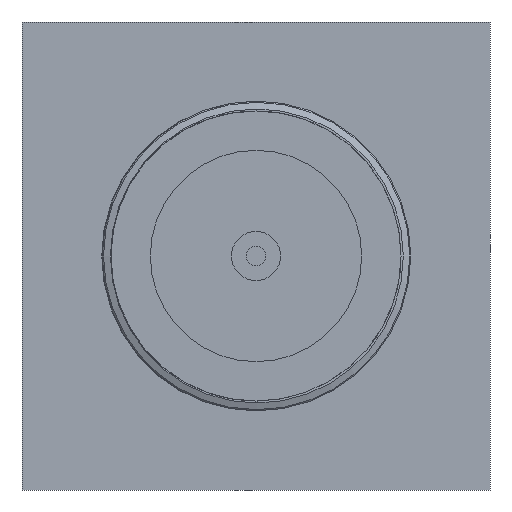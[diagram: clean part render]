
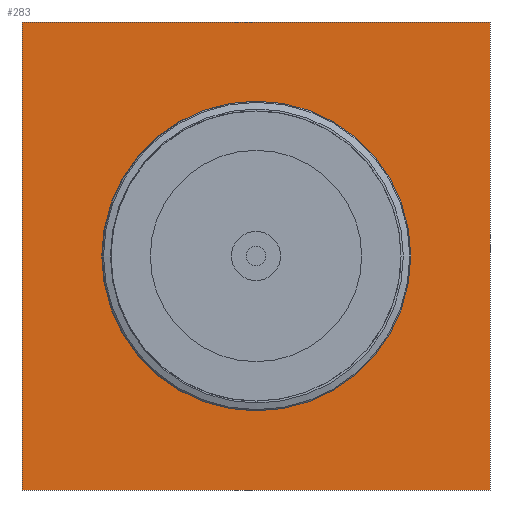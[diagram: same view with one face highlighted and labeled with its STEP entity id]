
A CAD part, left-side view. The second image highlights one B-rep face of the part: STEP entity #283.
In plain terms, the highlighted planar face has unit normal (-1, 0, 0).
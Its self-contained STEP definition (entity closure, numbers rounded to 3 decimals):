
#24 = VERTEX_POINT('',#25);
#25 = CARTESIAN_POINT('',(-6.56,4.76,-3.56));
#31 = EDGE_CURVE('',#24,#32,#34,.T.);
#32 = VERTEX_POINT('',#33);
#33 = CARTESIAN_POINT('',(-6.56,-4.76,-3.56));
#34 = LINE('',#35,#36);
#35 = CARTESIAN_POINT('',(-6.56,4.76,-3.56));
#36 = VECTOR('',#37,1.);
#37 = DIRECTION('',(0.,-1.,0.));
#64 = VERTEX_POINT('',#65);
#65 = CARTESIAN_POINT('',(-6.56,4.76,5.96));
#71 = EDGE_CURVE('',#64,#24,#72,.T.);
#72 = LINE('',#73,#74);
#73 = CARTESIAN_POINT('',(-6.56,4.76,5.96));
#74 = VECTOR('',#75,1.);
#75 = DIRECTION('',(0.,0.,-1.));
#93 = EDGE_CURVE('',#32,#94,#96,.T.);
#94 = VERTEX_POINT('',#95);
#95 = CARTESIAN_POINT('',(-6.56,-4.76,5.96));
#96 = LINE('',#97,#98);
#97 = CARTESIAN_POINT('',(-6.56,-4.76,-3.56));
#98 = VECTOR('',#99,1.);
#99 = DIRECTION('',(0.,0.,1.));
#283 = ADVANCED_FACE('',(#284,#295),#306,.T.);
#284 = FACE_BOUND('',#285,.T.);
#285 = EDGE_LOOP('',(#286,#287,#288,#294));
#286 = ORIENTED_EDGE('',*,*,#31,.T.);
#287 = ORIENTED_EDGE('',*,*,#93,.T.);
#288 = ORIENTED_EDGE('',*,*,#289,.T.);
#289 = EDGE_CURVE('',#94,#64,#290,.T.);
#290 = LINE('',#291,#292);
#291 = CARTESIAN_POINT('',(-6.56,-4.76,5.96));
#292 = VECTOR('',#293,1.);
#293 = DIRECTION('',(0.,1.,0.));
#294 = ORIENTED_EDGE('',*,*,#71,.T.);
#295 = FACE_BOUND('',#296,.T.);
#296 = EDGE_LOOP('',(#297));
#297 = ORIENTED_EDGE('',*,*,#298,.F.);
#298 = EDGE_CURVE('',#299,#299,#301,.T.);
#299 = VERTEX_POINT('',#300);
#300 = CARTESIAN_POINT('',(-6.56,-3.,1.2));
#301 = CIRCLE('',#302,3.);
#302 = AXIS2_PLACEMENT_3D('',#303,#304,#305);
#303 = CARTESIAN_POINT('',(-6.56,0.,1.2));
#304 = DIRECTION('',(-1.,0.,0.));
#305 = DIRECTION('',(0.,-1.,0.));
#306 = PLANE('',#307);
#307 = AXIS2_PLACEMENT_3D('',#308,#309,#310);
#308 = CARTESIAN_POINT('',(-6.56,0.,1.2));
#309 = DIRECTION('',(-1.,0.,0.));
#310 = DIRECTION('',(0.,-1.,0.));
